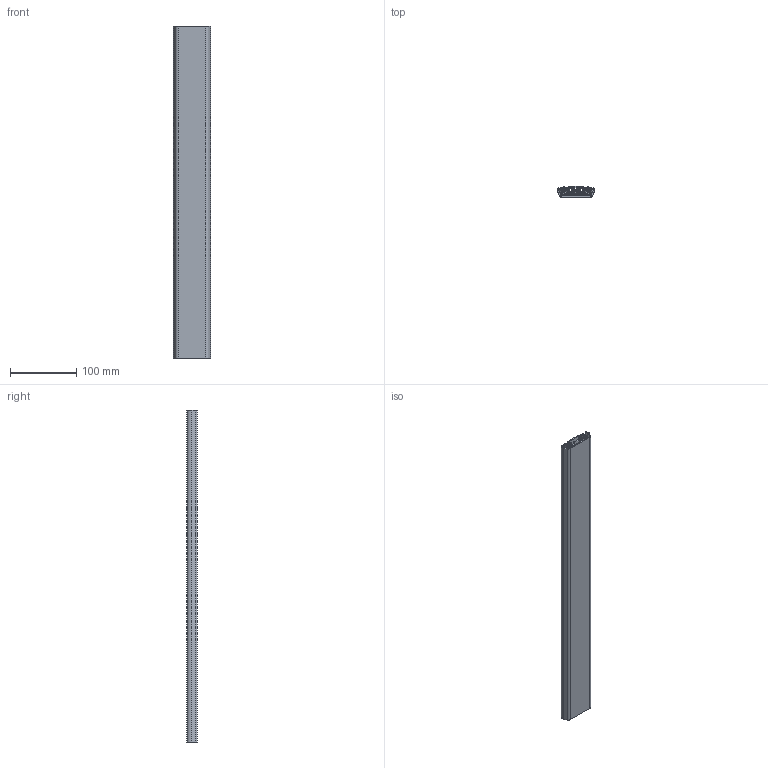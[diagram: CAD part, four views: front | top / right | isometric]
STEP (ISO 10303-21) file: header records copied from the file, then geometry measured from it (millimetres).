
FILE_DESCRIPTION(/* description */ ('Master Profielschetsen + Parameters'),/* implementation_level */ '2;1');
FILE_NAME(/* name */ 'ULF-HD_16_500_500.stp',/* time_stamp */ '2016-02-23T14:41:57+01:00',/* author */ ('m.meijers'),/* organization */ (''),/* preprocessor_version */ 'ST-DEVELOPER v15.6',/* originating_system */ 'Autodesk Inventor 2015',/* authorisation */ '');
FILE_SCHEMA (('AUTOMOTIVE_DESIGN { 1 0 10303 214 3 1 1 }'));
Length unit declared in the file: millimetre
Products named in the file (14): E000031736; E000031737; E000031748; E000031738; E000031745; E000031744; E000031739; E000031747; E000031740; E000031742; E000031743; E000031741; E000031746; E000031734
Assembly tree (57 placements, depth 3):
  E000031734
    E000031736
    E000031748
      E000031737
    E000031744
      E000031738
      E000031745  x24
    E000031747
      E000031739
    E000031743
      E000031740
      E000031742  x22
    E000031746
      E000031741
Bounding box: 55.77 x 16 x 500 mm (x, y, z)
Volume: 179962.9 mm3; surface area: 236774 mm2
Topology: 51 solids, 51 shells, 1010 faces, 3196 edges, 2392 vertices
Faces by surface type: plane 528, cylinder 436, sphere 46
Full cylindrical faces by diameter (mm): 5.56 x22, 6.35 x24
Entity records: 34862 total; most frequent: CARTESIAN_POINT 6475, DIRECTION 6140, ORIENTED_EDGE 5636, EDGE_CURVE 2818, AXIS2_PLACEMENT_3D 2105, LINE 1930, VECTOR 1930, VERTEX_POINT 1912
